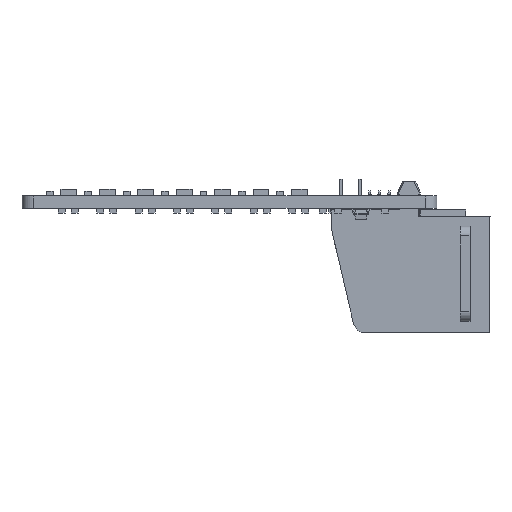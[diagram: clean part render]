
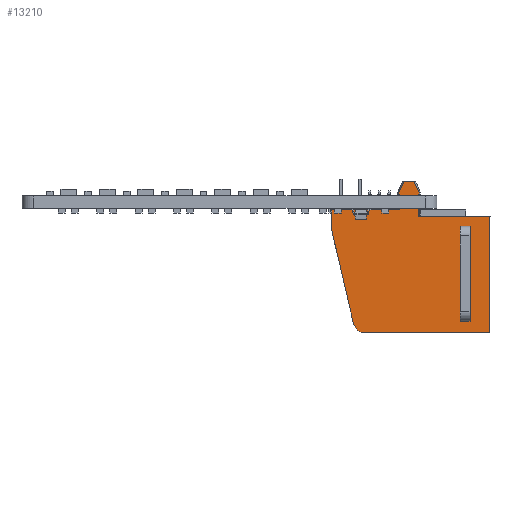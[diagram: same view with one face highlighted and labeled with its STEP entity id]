
A CAD part, left-side view. The second image highlights one B-rep face of the part: STEP entity #13210.
In plain terms, the highlighted face is planar.
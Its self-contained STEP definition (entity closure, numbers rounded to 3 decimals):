
#13210 = ADVANCED_FACE('',(#13211,#13348),#13382,.T.);
#13211 = FACE_BOUND('',#13212,.T.);
#13212 = EDGE_LOOP('',(#13213,#13223,#13232,#13240,#13248,#13256,#13264,
    #13272,#13280,#13291,#13299,#13310,#13318,#13326,#13334,#13342));
#13213 = ORIENTED_EDGE('',*,*,#13214,.F.);
#13214 = EDGE_CURVE('',#13215,#13217,#13219,.T.);
#13215 = VERTEX_POINT('',#13216);
#13216 = CARTESIAN_POINT('',(6.6,6.422,-17.786));
#13217 = VERTEX_POINT('',#13218);
#13218 = CARTESIAN_POINT('',(6.6,-5.646,-20.598));
#13219 = LINE('',#13220,#13221);
#13220 = CARTESIAN_POINT('',(6.6,-5.646,-20.598));
#13221 = VECTOR('',#13222,1.);
#13222 = DIRECTION('',(0.,-0.974,
    -0.227));
#13223 = ORIENTED_EDGE('',*,*,#13224,.F.);
#13224 = EDGE_CURVE('',#13225,#13215,#13227,.T.);
#13225 = VERTEX_POINT('',#13226);
#13226 = CARTESIAN_POINT('',(6.6,7.697,-16.179));
#13227 = CIRCLE('',#13228,1.65);
#13228 = AXIS2_PLACEMENT_3D('',#13229,#13230,#13231);
#13229 = CARTESIAN_POINT('',(6.6,6.047,-16.179));
#13230 = DIRECTION('',(-1.,0.,0.));
#13231 = DIRECTION('',(0.,0.,-1.));
#13232 = ORIENTED_EDGE('',*,*,#13233,.F.);
#13233 = EDGE_CURVE('',#13234,#13225,#13236,.T.);
#13234 = VERTEX_POINT('',#13235);
#13235 = CARTESIAN_POINT('',(6.6,7.697,0.));
#13236 = LINE('',#13237,#13238);
#13237 = CARTESIAN_POINT('',(6.6,7.697,0.));
#13238 = VECTOR('',#13239,1.);
#13239 = DIRECTION('',(0.,0.,-1.));
#13240 = ORIENTED_EDGE('',*,*,#13241,.F.);
#13241 = EDGE_CURVE('',#13242,#13234,#13244,.T.);
#13242 = VERTEX_POINT('',#13243);
#13243 = CARTESIAN_POINT('',(6.6,-7.493,0.));
#13244 = LINE('',#13245,#13246);
#13245 = CARTESIAN_POINT('',(6.6,-7.493,0.));
#13246 = VECTOR('',#13247,1.);
#13247 = DIRECTION('',(0.,1.,0.));
#13248 = ORIENTED_EDGE('',*,*,#13249,.F.);
#13249 = EDGE_CURVE('',#13250,#13242,#13252,.T.);
#13250 = VERTEX_POINT('',#13251);
#13251 = CARTESIAN_POINT('',(6.6,-7.493,-9.269));
#13252 = LINE('',#13253,#13254);
#13253 = CARTESIAN_POINT('',(6.6,-7.493,-20.828));
#13254 = VECTOR('',#13255,1.);
#13255 = DIRECTION('',(0.,0.,1.));
#13256 = ORIENTED_EDGE('',*,*,#13257,.F.);
#13257 = EDGE_CURVE('',#13258,#13250,#13260,.T.);
#13258 = VERTEX_POINT('',#13259);
#13259 = CARTESIAN_POINT('',(6.6,-10.262,-9.269));
#13260 = LINE('',#13261,#13262);
#13261 = CARTESIAN_POINT('',(6.6,-7.493,-9.269));
#13262 = VECTOR('',#13263,1.);
#13263 = DIRECTION('',(0.,1.,0.));
#13264 = ORIENTED_EDGE('',*,*,#13265,.F.);
#13265 = EDGE_CURVE('',#13266,#13258,#13268,.T.);
#13266 = VERTEX_POINT('',#13267);
#13267 = CARTESIAN_POINT('',(6.6,-10.262,-9.214));
#13268 = LINE('',#13269,#13270);
#13269 = CARTESIAN_POINT('',(6.6,-10.262,-10.541));
#13270 = VECTOR('',#13271,1.);
#13271 = DIRECTION('',(0.,0.,-1.));
#13272 = ORIENTED_EDGE('',*,*,#13273,.F.);
#13273 = EDGE_CURVE('',#13274,#13266,#13276,.T.);
#13274 = VERTEX_POINT('',#13275);
#13275 = CARTESIAN_POINT('',(6.6,-10.516,-9.214));
#13276 = LINE('',#13277,#13278);
#13277 = CARTESIAN_POINT('',(6.6,-8.128,-9.214));
#13278 = VECTOR('',#13279,1.);
#13279 = DIRECTION('',(0.,1.,0.));
#13280 = ORIENTED_EDGE('',*,*,#13281,.F.);
#13281 = EDGE_CURVE('',#13282,#13274,#13284,.T.);
#13282 = VERTEX_POINT('',#13283);
#13283 = CARTESIAN_POINT('',(6.6,-12.014,-9.951));
#13284 = B_SPLINE_CURVE_WITH_KNOTS('',3,(#13285,#13286,#13287,#13288,
    #13289,#13290),.UNSPECIFIED.,.F.,.F.,(4,2,4),(0.006,
    0.006,0.007),.UNSPECIFIED.);
#13285 = CARTESIAN_POINT('',(6.6,-12.014,-9.951));
#13286 = CARTESIAN_POINT('',(6.6,-11.774,-9.809));
#13287 = CARTESIAN_POINT('',(6.6,-11.525,-9.685));
#13288 = CARTESIAN_POINT('',(6.6,-11.023,-9.444));
#13289 = CARTESIAN_POINT('',(6.6,-10.77,-9.328));
#13290 = CARTESIAN_POINT('',(6.6,-10.516,-9.214));
#13291 = ORIENTED_EDGE('',*,*,#13292,.T.);
#13292 = EDGE_CURVE('',#13282,#13293,#13295,.T.);
#13293 = VERTEX_POINT('',#13294);
#13294 = CARTESIAN_POINT('',(6.6,-12.014,-11.131));
#13295 = LINE('',#13296,#13297);
#13296 = CARTESIAN_POINT('',(6.6,-12.014,-10.541));
#13297 = VECTOR('',#13298,1.);
#13298 = DIRECTION('',(0.,0.,-1.));
#13299 = ORIENTED_EDGE('',*,*,#13300,.F.);
#13300 = EDGE_CURVE('',#13301,#13293,#13303,.T.);
#13301 = VERTEX_POINT('',#13302);
#13302 = CARTESIAN_POINT('',(6.6,-10.516,-11.868));
#13303 = B_SPLINE_CURVE_WITH_KNOTS('',3,(#13304,#13305,#13306,#13307,
    #13308,#13309),.UNSPECIFIED.,.F.,.F.,(4,2,4),(0.002,
    0.003,0.004),.UNSPECIFIED.);
#13304 = CARTESIAN_POINT('',(6.6,-10.516,-11.868));
#13305 = CARTESIAN_POINT('',(6.6,-10.77,-11.754));
#13306 = CARTESIAN_POINT('',(6.6,-11.023,-11.638));
#13307 = CARTESIAN_POINT('',(6.6,-11.525,-11.397));
#13308 = CARTESIAN_POINT('',(6.6,-11.774,-11.272));
#13309 = CARTESIAN_POINT('',(6.6,-12.014,-11.131));
#13310 = ORIENTED_EDGE('',*,*,#13311,.F.);
#13311 = EDGE_CURVE('',#13312,#13301,#13314,.T.);
#13312 = VERTEX_POINT('',#13313);
#13313 = CARTESIAN_POINT('',(6.6,-10.262,-11.868));
#13314 = LINE('',#13315,#13316);
#13315 = CARTESIAN_POINT('',(6.6,-8.128,-11.868));
#13316 = VECTOR('',#13317,1.);
#13317 = DIRECTION('',(0.,-1.,0.));
#13318 = ORIENTED_EDGE('',*,*,#13319,.F.);
#13319 = EDGE_CURVE('',#13320,#13312,#13322,.T.);
#13320 = VERTEX_POINT('',#13321);
#13321 = CARTESIAN_POINT('',(6.6,-10.262,-11.813));
#13322 = LINE('',#13323,#13324);
#13323 = CARTESIAN_POINT('',(6.6,-10.262,-10.541));
#13324 = VECTOR('',#13325,1.);
#13325 = DIRECTION('',(0.,0.,-1.));
#13326 = ORIENTED_EDGE('',*,*,#13327,.F.);
#13327 = EDGE_CURVE('',#13328,#13320,#13330,.T.);
#13328 = VERTEX_POINT('',#13329);
#13329 = CARTESIAN_POINT('',(6.6,-8.303,-11.813));
#13330 = LINE('',#13331,#13332);
#13331 = CARTESIAN_POINT('',(6.6,-7.493,-11.813));
#13332 = VECTOR('',#13333,1.);
#13333 = DIRECTION('',(0.,-1.,0.));
#13334 = ORIENTED_EDGE('',*,*,#13335,.F.);
#13335 = EDGE_CURVE('',#13336,#13328,#13338,.T.);
#13336 = VERTEX_POINT('',#13337);
#13337 = CARTESIAN_POINT('',(6.6,-8.303,-20.598));
#13338 = LINE('',#13339,#13340);
#13339 = CARTESIAN_POINT('',(6.6,-8.303,-20.828));
#13340 = VECTOR('',#13341,1.);
#13341 = DIRECTION('',(0.,0.,1.));
#13342 = ORIENTED_EDGE('',*,*,#13343,.T.);
#13343 = EDGE_CURVE('',#13336,#13217,#13344,.T.);
#13344 = LINE('',#13345,#13346);
#13345 = CARTESIAN_POINT('',(6.6,-12.319,-20.598));
#13346 = VECTOR('',#13347,1.);
#13347 = DIRECTION('',(0.,1.,0.));
#13348 = FACE_BOUND('',#13349,.T.);
#13349 = EDGE_LOOP('',(#13350,#13360,#13368,#13376));
#13350 = ORIENTED_EDGE('',*,*,#13351,.F.);
#13351 = EDGE_CURVE('',#13352,#13354,#13356,.T.);
#13352 = VERTEX_POINT('',#13353);
#13353 = CARTESIAN_POINT('',(6.6,6.2,-3.87));
#13354 = VERTEX_POINT('',#13355);
#13355 = CARTESIAN_POINT('',(6.6,6.2,-2.6));
#13356 = LINE('',#13357,#13358);
#13357 = CARTESIAN_POINT('',(6.6,6.2,-2.6));
#13358 = VECTOR('',#13359,1.);
#13359 = DIRECTION('',(0.,0.,1.));
#13360 = ORIENTED_EDGE('',*,*,#13361,.F.);
#13361 = EDGE_CURVE('',#13362,#13352,#13364,.T.);
#13362 = VERTEX_POINT('',#13363);
#13363 = CARTESIAN_POINT('',(6.6,-6.2,-3.87));
#13364 = LINE('',#13365,#13366);
#13365 = CARTESIAN_POINT('',(6.6,-6.2,-3.87));
#13366 = VECTOR('',#13367,1.);
#13367 = DIRECTION('',(0.,1.,0.));
#13368 = ORIENTED_EDGE('',*,*,#13369,.F.);
#13369 = EDGE_CURVE('',#13370,#13362,#13372,.T.);
#13370 = VERTEX_POINT('',#13371);
#13371 = CARTESIAN_POINT('',(6.6,-6.2,-2.6));
#13372 = LINE('',#13373,#13374);
#13373 = CARTESIAN_POINT('',(6.6,-6.2,-2.6));
#13374 = VECTOR('',#13375,1.);
#13375 = DIRECTION('',(0.,0.,-1.));
#13376 = ORIENTED_EDGE('',*,*,#13377,.F.);
#13377 = EDGE_CURVE('',#13354,#13370,#13378,.T.);
#13378 = LINE('',#13379,#13380);
#13379 = CARTESIAN_POINT('',(6.6,-6.2,-2.6));
#13380 = VECTOR('',#13381,1.);
#13381 = DIRECTION('',(0.,-1.,0.));
#13382 = PLANE('',#13383);
#13383 = AXIS2_PLACEMENT_3D('',#13384,#13385,#13386);
#13384 = CARTESIAN_POINT('',(6.6,-12.319,-23.311));
#13385 = DIRECTION('',(1.,0.,0.));
#13386 = DIRECTION('',(0.,0.,-1.));
